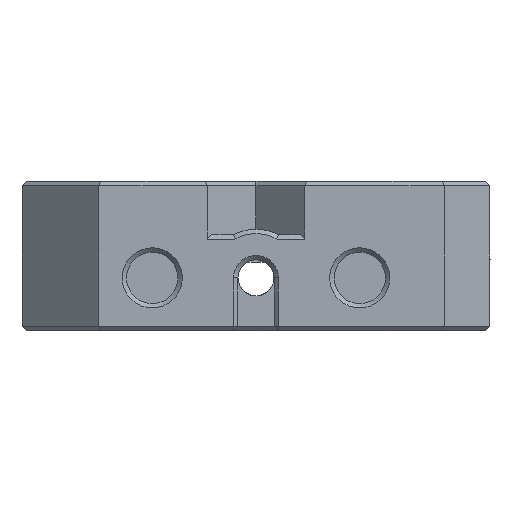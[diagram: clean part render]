
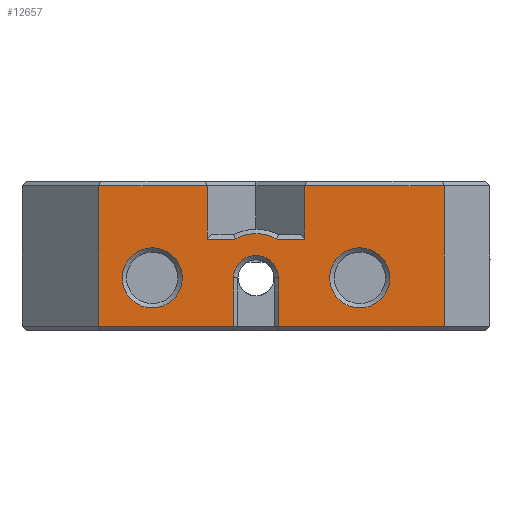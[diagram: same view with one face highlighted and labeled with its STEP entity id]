
A CAD part, front view. The second image highlights one B-rep face of the part: STEP entity #12657.
In plain terms, the highlighted planar face has unit normal (0, -1, 0).
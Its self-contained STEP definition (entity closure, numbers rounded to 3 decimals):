
#113=FACE_BOUND('',#2355,.T.);
#114=FACE_BOUND('',#2356,.T.);
#963=CIRCLE('',#13694,2.05);
#964=CIRCLE('',#13695,4.054);
#965=CIRCLE('',#13696,2.75);
#966=CIRCLE('',#13697,2.75);
#1521=FACE_OUTER_BOUND('',#2354,.T.);
#2354=EDGE_LOOP('',(#9395,#9396,#9397,#9398,#9399,#9400,#9401,#9402,#9403,
#9404,#9405,#9406,#9407,#9408));
#2355=EDGE_LOOP('',(#9409));
#2356=EDGE_LOOP('',(#9410));
#3073=LINE('',#19185,#4191);
#3075=LINE('',#19190,#4193);
#3114=LINE('',#19369,#4232);
#3160=LINE('',#19534,#4278);
#3164=LINE('',#19541,#4282);
#3347=LINE('',#20699,#4465);
#3382=LINE('',#20846,#4500);
#3383=LINE('',#20848,#4501);
#3384=LINE('',#20850,#4502);
#3385=LINE('',#20853,#4503);
#3386=LINE('',#20855,#4504);
#3387=LINE('',#20858,#4505);
#4191=VECTOR('',#15051,10.);
#4193=VECTOR('',#15055,10.);
#4232=VECTOR('',#15162,10.);
#4278=VECTOR('',#15278,10.);
#4282=VECTOR('',#15286,10.);
#4465=VECTOR('',#15735,10.);
#4500=VECTOR('',#15850,10.);
#4501=VECTOR('',#15851,10.);
#4502=VECTOR('',#15852,10.);
#4503=VECTOR('',#15855,10.);
#4504=VECTOR('',#15856,10.);
#4505=VECTOR('',#15859,10.);
#5424=VERTEX_POINT('',#19182);
#5425=VERTEX_POINT('',#19184);
#5426=VERTEX_POINT('',#19188);
#5427=VERTEX_POINT('',#19189);
#5465=VERTEX_POINT('',#19362);
#5469=VERTEX_POINT('',#19374);
#5544=VERTEX_POINT('',#19533);
#5749=VERTEX_POINT('',#20697);
#5782=VERTEX_POINT('',#20845);
#5783=VERTEX_POINT('',#20847);
#5784=VERTEX_POINT('',#20849);
#5785=VERTEX_POINT('',#20851);
#5786=VERTEX_POINT('',#20854);
#5787=VERTEX_POINT('',#20856);
#5788=VERTEX_POINT('',#20859);
#5789=VERTEX_POINT('',#20861);
#6582=EDGE_CURVE('',#5425,#5424,#3073,.T.);
#6584=EDGE_CURVE('',#5426,#5427,#3075,.T.);
#6645=EDGE_CURVE('',#5425,#5465,#3114,.T.);
#6724=EDGE_CURVE('',#5469,#5544,#3160,.T.);
#6728=EDGE_CURVE('',#5465,#5469,#3164,.T.);
#7026=EDGE_CURVE('',#5749,#5426,#3347,.T.);
#7083=EDGE_CURVE('',#5749,#5782,#3382,.T.);
#7084=EDGE_CURVE('',#5783,#5782,#3383,.T.);
#7085=EDGE_CURVE('',#5784,#5783,#3384,.T.);
#7086=EDGE_CURVE('',#5785,#5784,#963,.T.);
#7087=EDGE_CURVE('',#5544,#5785,#3385,.T.);
#7088=EDGE_CURVE('',#5786,#5424,#3386,.T.);
#7089=EDGE_CURVE('',#5787,#5786,#964,.T.);
#7090=EDGE_CURVE('',#5427,#5787,#3387,.T.);
#7091=EDGE_CURVE('',#5788,#5788,#965,.T.);
#7092=EDGE_CURVE('',#5789,#5789,#966,.T.);
#9395=ORIENTED_EDGE('',*,*,#7026,.F.);
#9396=ORIENTED_EDGE('',*,*,#7083,.T.);
#9397=ORIENTED_EDGE('',*,*,#7084,.F.);
#9398=ORIENTED_EDGE('',*,*,#7085,.F.);
#9399=ORIENTED_EDGE('',*,*,#7086,.F.);
#9400=ORIENTED_EDGE('',*,*,#7087,.F.);
#9401=ORIENTED_EDGE('',*,*,#6724,.F.);
#9402=ORIENTED_EDGE('',*,*,#6728,.F.);
#9403=ORIENTED_EDGE('',*,*,#6645,.F.);
#9404=ORIENTED_EDGE('',*,*,#6582,.T.);
#9405=ORIENTED_EDGE('',*,*,#7088,.F.);
#9406=ORIENTED_EDGE('',*,*,#7089,.F.);
#9407=ORIENTED_EDGE('',*,*,#7090,.F.);
#9408=ORIENTED_EDGE('',*,*,#6584,.F.);
#9409=ORIENTED_EDGE('',*,*,#7091,.F.);
#9410=ORIENTED_EDGE('',*,*,#7092,.F.);
#12259=PLANE('',#13693);
#12657=ADVANCED_FACE('',(#1521,#113,#114),#12259,.T.);
#13693=AXIS2_PLACEMENT_3D('',#20844,#15848,#15849);
#13694=AXIS2_PLACEMENT_3D('',#20852,#15853,#15854);
#13695=AXIS2_PLACEMENT_3D('',#20857,#15857,#15858);
#13696=AXIS2_PLACEMENT_3D('',#20860,#15860,#15861);
#13697=AXIS2_PLACEMENT_3D('',#20862,#15862,#15863);
#15051=DIRECTION('',(0.,0.,-1.));
#15055=DIRECTION('',(0.,0.,-1.));
#15162=DIRECTION('',(1.,0.,0.));
#15278=DIRECTION('',(-1.,0.,0.));
#15286=DIRECTION('',(0.,0.,-1.));
#15735=DIRECTION('',(1.,0.,0.));
#15848=DIRECTION('center_axis',(0.,-1.,0.));
#15849=DIRECTION('ref_axis',(-1.,0.,0.));
#15850=DIRECTION('',(0.,0.,-1.));
#15851=DIRECTION('',(-1.,0.,0.));
#15852=DIRECTION('',(0.,0.,-1.));
#15853=DIRECTION('center_axis',(0.,-1.,0.));
#15854=DIRECTION('ref_axis',(1.,0.,0.));
#15855=DIRECTION('',(0.,0.,1.));
#15856=DIRECTION('',(1.,0.,0.));
#15857=DIRECTION('center_axis',(0.,1.,0.));
#15858=DIRECTION('ref_axis',(1.,0.,0.));
#15859=DIRECTION('',(1.,0.,0.));
#15860=DIRECTION('center_axis',(0.,-1.,0.));
#15861=DIRECTION('ref_axis',(1.,0.,0.));
#15862=DIRECTION('center_axis',(0.,-1.,0.));
#15863=DIRECTION('ref_axis',(1.,0.,0.));
#19182=CARTESIAN_POINT('',(4.454,-31.825,-2.85));
#19184=CARTESIAN_POINT('',(4.454,-31.825,2.05));
#19185=CARTESIAN_POINT('',(4.454,-31.825,2.4));
#19188=CARTESIAN_POINT('',(-4.454,-31.825,2.05));
#19189=CARTESIAN_POINT('',(-4.454,-31.825,-2.85));
#19190=CARTESIAN_POINT('',(-4.454,-31.825,2.4));
#19362=CARTESIAN_POINT('',(17.224,-31.825,2.05));
#19369=CARTESIAN_POINT('',(-2.227,-31.825,2.05));
#19374=CARTESIAN_POINT('',(17.224,-31.825,-10.85));
#19533=CARTESIAN_POINT('',(2.05,-31.825,-10.85));
#19534=CARTESIAN_POINT('',(-2.227,-31.825,-10.85));
#19541=CARTESIAN_POINT('',(17.224,-31.825,2.4));
#20697=CARTESIAN_POINT('',(-14.396,-31.825,2.05));
#20699=CARTESIAN_POINT('',(-2.227,-31.825,2.05));
#20844=CARTESIAN_POINT('Origin',(-4.454,-31.825,2.4));
#20845=CARTESIAN_POINT('',(-14.396,-31.825,-10.85));
#20846=CARTESIAN_POINT('',(-14.396,-31.825,2.4));
#20847=CARTESIAN_POINT('',(-2.05,-31.825,-10.85));
#20848=CARTESIAN_POINT('',(-2.227,-31.825,-10.85));
#20849=CARTESIAN_POINT('',(-2.05,-31.825,-6.4));
#20850=CARTESIAN_POINT('',(-2.05,-31.825,-4.25));
#20851=CARTESIAN_POINT('',(2.05,-31.825,-6.4));
#20852=CARTESIAN_POINT('Origin',(0.,-31.825,
-6.4));
#20853=CARTESIAN_POINT('',(2.05,-31.825,-2.));
#20854=CARTESIAN_POINT('',(1.959,-31.825,-2.85));
#20855=CARTESIAN_POINT('',(-1.198,-31.825,-2.85));
#20856=CARTESIAN_POINT('',(-1.959,-31.825,-2.85));
#20857=CARTESIAN_POINT('Origin',(0.,-31.825,
-6.4));
#20858=CARTESIAN_POINT('',(-6.977,-31.825,-2.85));
#20859=CARTESIAN_POINT('',(-12.25,-31.825,-6.4));
#20860=CARTESIAN_POINT('Origin',(-9.5,-31.825,-6.4));
#20861=CARTESIAN_POINT('',(6.75,-31.825,-6.4));
#20862=CARTESIAN_POINT('Origin',(9.5,-31.825,-6.4));
